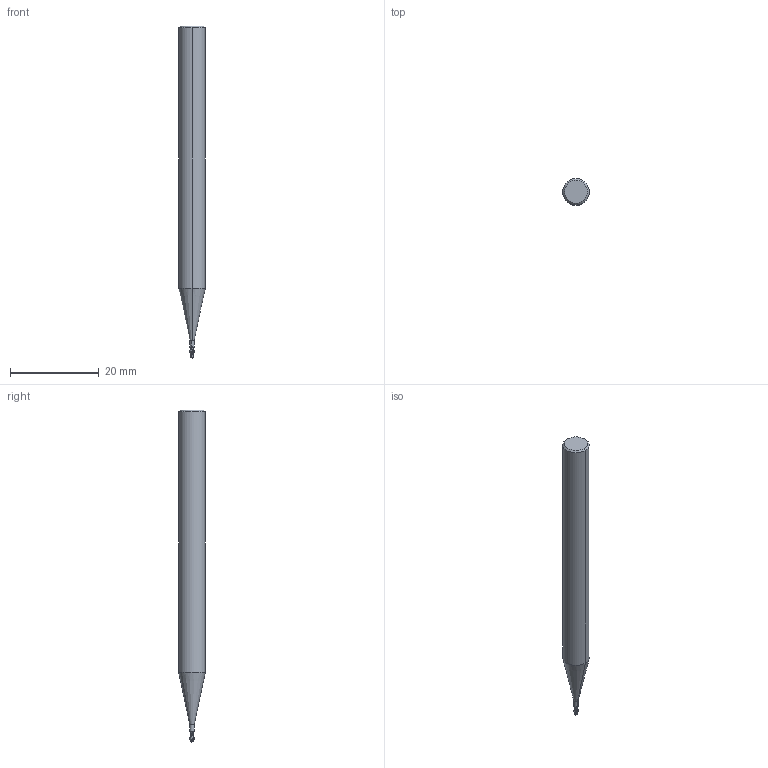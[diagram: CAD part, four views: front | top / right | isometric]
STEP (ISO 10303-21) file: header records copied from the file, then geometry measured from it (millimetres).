
FILE_DESCRIPTION(('no description'),'unknown implementation level');
FILE_NAME('EXN1-M08-0013-1-Detail.stp',' ',('CIMSOURCE GmbH'),('CADClick - KiM GmbH - www.kimweb.de'),'unknown preprocess','ACIS','unknown authorization');
FILE_SCHEMA(('automotive_design'));
Length unit declared in the file: millimetre
Products named in the file (2): NOCUT; CUT
Bounding box: 6 x 6 x 75 mm (x, y, z)
Volume: 1808 mm3; surface area: 1284.9 mm2
Topology: 2 solids, 2 shells, 43 faces, 112 edges, 73 vertices
Faces by surface type: revolution 10, cone 8, bspline 8, plane 7, sphere 6, cylinder 4
Entity records: 4878 total; most frequent: CARTESIAN_POINT 2598, STYLED_ITEM 230, PRESENTATION_STYLE_ASSIGNMENT 230, COLOUR_RGB 230, ORIENTED_EDGE 224, DIRECTION 166, EDGE_CURVE 112, CURVE_STYLE 112
